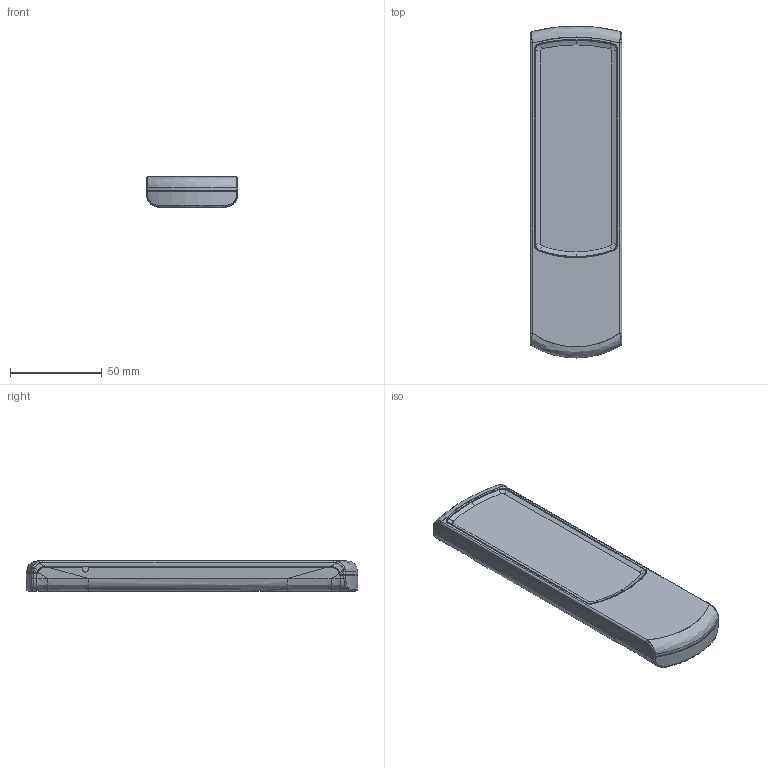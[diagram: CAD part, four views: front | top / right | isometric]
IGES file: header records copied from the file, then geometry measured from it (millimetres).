
Start section: SolidWorks IGES file using analytic representation for surfaces
Global section: file name: RF Touchline.IGS; native system: SolidWorks 2018; preprocessor: SolidWorks 2018; author: ckuhn; date: 190228.073257; units: millimetre
Bounding box: 50 x 181.4 x 16.5 mm (x, y, z)
Surface area: 24173.8 mm2 (no closed solid volume)
Topology: 0 solids, 0 shells, 344 faces, 2971 edges, 2961 vertices
Faces by surface type: bspline 242, revolution 102
